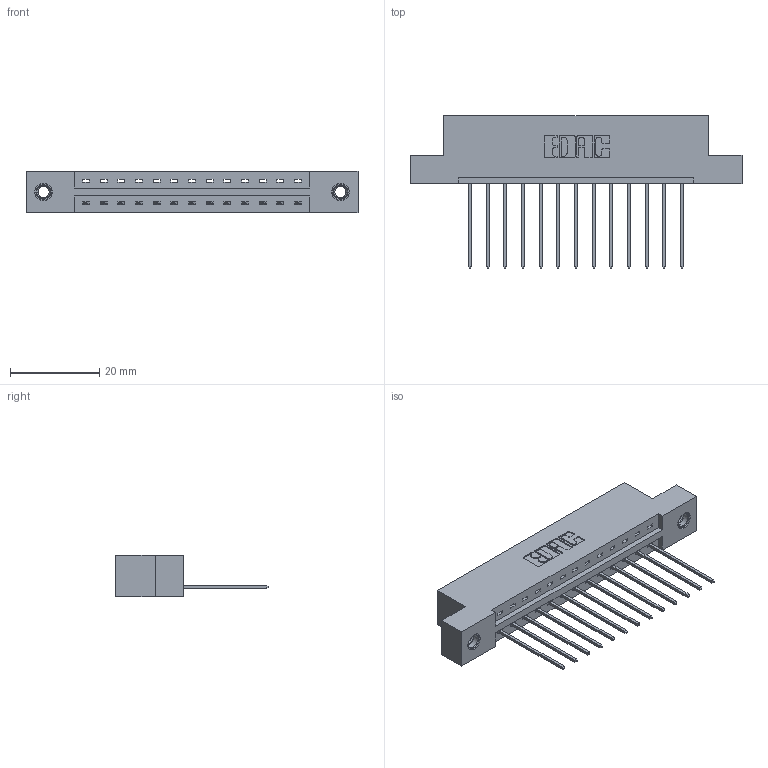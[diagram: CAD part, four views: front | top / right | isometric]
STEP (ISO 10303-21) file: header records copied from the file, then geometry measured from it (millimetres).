
FILE_DESCRIPTION (( 'STEP AP203' ), '1' );
FILE_NAME ('337-013-541-107.STEP', '2019-09-28T02:08:33', ( '' ), ( '' ), 'SwSTEP 2.0', 'SolidWorks 2016', '' );
FILE_SCHEMA (( 'CONFIG_CONTROL_DESIGN' ));
Length unit declared in the file: inch
Products named in the file (4): 337-013-541-107; 337 Part_Flush Mounting Lugs - 0.156 Dia-TI; 345-250-001_345-250-005-103; 345-292-001_345-293-141
Assembly tree (16 placements, depth 2):
  337-013-541-107
    337 Part_Flush Mounting Lugs - 0.156 Dia-TI
    345-292-001_345-293-141  x13
    345-250-001_345-250-005-103  x2
Bounding box: 74.52 x 34.3 x 9.4 mm (x, y, z)
Volume: 7412 mm3; surface area: 7803.1 mm2
Topology: 16 solids, 16 shells, 980 faces, 2891 edges, 1902 vertices
Faces by surface type: plane 700, cylinder 264, cone 12, torus 4
Entity records: 14618 total; most frequent: CARTESIAN_POINT 2524, ORIENTED_EDGE 2466, DIRECTION 2217, EDGE_CURVE 1233, LINE 1085, VECTOR 1085, VERTEX_POINT 816, AXIS2_PLACEMENT_3D 566
